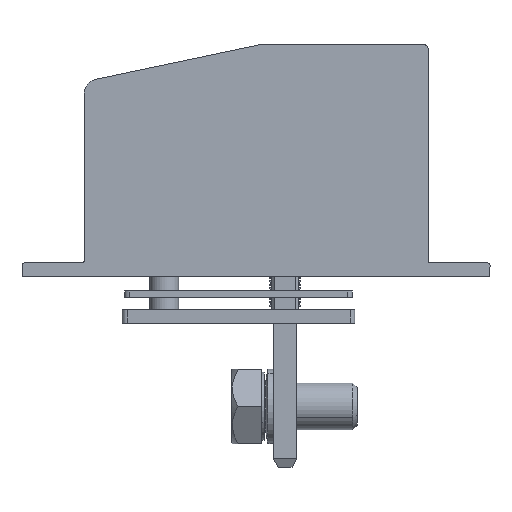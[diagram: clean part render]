
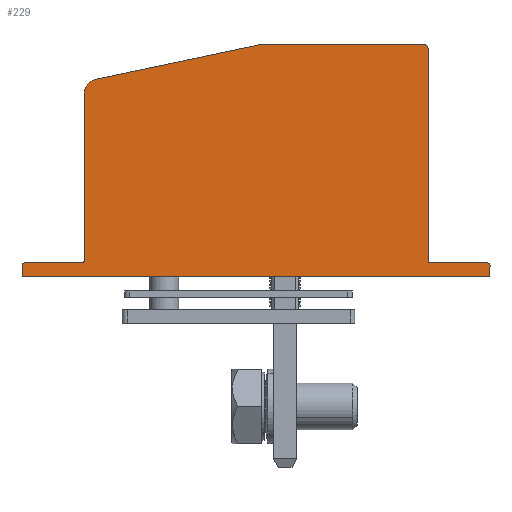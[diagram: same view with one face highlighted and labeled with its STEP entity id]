
A CAD part, left-side view. The second image highlights one B-rep face of the part: STEP entity #229.
In plain terms, the highlighted planar face has unit normal (-1, 0, 0).
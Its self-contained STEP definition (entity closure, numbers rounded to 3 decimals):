
#114=AXIS2_PLACEMENT_3D('Plane Axis2P3D',#111,#112,#113) ;
#134=AXIS2_PLACEMENT_3D('Circle Axis2P3D',#132,#133,$) ;
#148=AXIS2_PLACEMENT_3D('Circle Axis2P3D',#146,#147,$) ;
#162=AXIS2_PLACEMENT_3D('Circle Axis2P3D',#160,#161,$) ;
#181=AXIS2_PLACEMENT_3D('Circle Axis2P3D',#179,#180,$) ;
#195=AXIS2_PLACEMENT_3D('Circle Axis2P3D',#193,#194,$) ;
#209=AXIS2_PLACEMENT_3D('Circle Axis2P3D',#207,#208,$) ;
#80=CARTESIAN_POINT('Vertex',(0.,100.7,41.)) ;
#85=CARTESIAN_POINT('Line Origine',(0.,100.7,42.25)) ;
#89=CARTESIAN_POINT('Vertex',(0.,100.7,43.5)) ;
#111=CARTESIAN_POINT('Axis2P3D Location',(0.,0.,0.)) ;
#116=CARTESIAN_POINT('Line Origine',(0.,31.825,91.)) ;
#120=CARTESIAN_POINT('Vertex',(0.,49.35,91.)) ;
#122=CARTESIAN_POINT('Vertex',(0.,14.3,91.)) ;
#125=CARTESIAN_POINT('Line Origine',(0.,67.134,87.251)) ;
#129=CARTESIAN_POINT('Vertex',(0.,84.919,83.502)) ;
#132=CARTESIAN_POINT('Axis2P3D Location',(0.,84.3,80.566)) ;
#136=CARTESIAN_POINT('Vertex',(0.,87.3,80.566)) ;
#139=CARTESIAN_POINT('Line Origine',(0.,87.3,62.533)) ;
#143=CARTESIAN_POINT('Vertex',(0.,87.3,44.5)) ;
#146=CARTESIAN_POINT('Axis2P3D Location',(0.,87.8,44.5)) ;
#150=CARTESIAN_POINT('Vertex',(0.,87.8,44.)) ;
#153=CARTESIAN_POINT('Line Origine',(0.,94.,44.)) ;
#157=CARTESIAN_POINT('Vertex',(0.,100.2,44.)) ;
#160=CARTESIAN_POINT('Axis2P3D Location',(0.,100.2,43.5)) ;
#165=CARTESIAN_POINT('Line Origine',(0.,50.35,41.)) ;
#169=CARTESIAN_POINT('Vertex',(0.,0.,41.)) ;
#172=CARTESIAN_POINT('Line Origine',(0.,0.,42.25)) ;
#176=CARTESIAN_POINT('Vertex',(0.,0.,43.5)) ;
#179=CARTESIAN_POINT('Axis2P3D Location',(0.,0.5,43.5)) ;
#183=CARTESIAN_POINT('Vertex',(0.,0.5,44.)) ;
#186=CARTESIAN_POINT('Line Origine',(0.,6.65,44.)) ;
#190=CARTESIAN_POINT('Vertex',(0.,12.8,44.)) ;
#193=CARTESIAN_POINT('Axis2P3D Location',(0.,12.8,44.5)) ;
#197=CARTESIAN_POINT('Vertex',(0.,13.3,44.5)) ;
#200=CARTESIAN_POINT('Line Origine',(0.,13.3,67.25)) ;
#204=CARTESIAN_POINT('Vertex',(0.,13.3,90.)) ;
#207=CARTESIAN_POINT('Axis2P3D Location',(0.,14.3,90.)) ;
#86=DIRECTION('Vector Direction',(0.,0.,-1.)) ;
#112=DIRECTION('Axis2P3D Direction',(1.,-0.,0.)) ;
#113=DIRECTION('Axis2P3D XDirection',(0.,0.,-1.)) ;
#117=DIRECTION('Vector Direction',(0.,1.,0.)) ;
#126=DIRECTION('Vector Direction',(0.,0.978,-0.206)) ;
#133=DIRECTION('Axis2P3D Direction',(1.,-0.,0.)) ;
#140=DIRECTION('Vector Direction',(0.,0.,-1.)) ;
#147=DIRECTION('Axis2P3D Direction',(1.,-0.,0.)) ;
#154=DIRECTION('Vector Direction',(0.,1.,0.)) ;
#161=DIRECTION('Axis2P3D Direction',(1.,-0.,0.)) ;
#166=DIRECTION('Vector Direction',(0.,-1.,0.)) ;
#173=DIRECTION('Vector Direction',(0.,0.,1.)) ;
#180=DIRECTION('Axis2P3D Direction',(1.,-0.,0.)) ;
#187=DIRECTION('Vector Direction',(0.,1.,0.)) ;
#194=DIRECTION('Axis2P3D Direction',(1.,-0.,0.)) ;
#201=DIRECTION('Vector Direction',(0.,0.,1.)) ;
#208=DIRECTION('Axis2P3D Direction',(1.,-0.,0.)) ;
#87=VECTOR('Line Direction',#86,1.) ;
#118=VECTOR('Line Direction',#117,1.) ;
#127=VECTOR('Line Direction',#126,1.) ;
#141=VECTOR('Line Direction',#140,1.) ;
#155=VECTOR('Line Direction',#154,1.) ;
#167=VECTOR('Line Direction',#166,1.) ;
#174=VECTOR('Line Direction',#173,1.) ;
#188=VECTOR('Line Direction',#187,1.) ;
#202=VECTOR('Line Direction',#201,1.) ;
#213=ORIENTED_EDGE('',*,*,#124,.F.) ;
#214=ORIENTED_EDGE('',*,*,#131,.F.) ;
#215=ORIENTED_EDGE('',*,*,#138,.F.) ;
#216=ORIENTED_EDGE('',*,*,#145,.F.) ;
#217=ORIENTED_EDGE('',*,*,#152,.F.) ;
#218=ORIENTED_EDGE('',*,*,#159,.F.) ;
#219=ORIENTED_EDGE('',*,*,#164,.F.) ;
#220=ORIENTED_EDGE('',*,*,#91,.F.) ;
#221=ORIENTED_EDGE('',*,*,#171,.F.) ;
#222=ORIENTED_EDGE('',*,*,#178,.F.) ;
#223=ORIENTED_EDGE('',*,*,#185,.F.) ;
#224=ORIENTED_EDGE('',*,*,#192,.F.) ;
#225=ORIENTED_EDGE('',*,*,#199,.F.) ;
#226=ORIENTED_EDGE('',*,*,#206,.F.) ;
#227=ORIENTED_EDGE('',*,*,#211,.F.) ;
#229=ADVANCED_FACE('GH-DE-SMSE WGK 95 F VP SW_NAUO1',(#228),#115,.F.) ;
#135=CIRCLE('generated circle',#134,3.) ;
#149=CIRCLE('generated circle',#148,0.5) ;
#163=CIRCLE('generated circle',#162,0.5) ;
#182=CIRCLE('generated circle',#181,0.5) ;
#196=CIRCLE('generated circle',#195,0.5) ;
#210=CIRCLE('generated circle',#209,1.) ;
#91=EDGE_CURVE('',#81,#90,#88,.F.) ;
#124=EDGE_CURVE('',#121,#123,#119,.F.) ;
#131=EDGE_CURVE('',#130,#121,#128,.F.) ;
#138=EDGE_CURVE('',#137,#130,#135,.T.) ;
#145=EDGE_CURVE('',#144,#137,#142,.F.) ;
#152=EDGE_CURVE('',#151,#144,#149,.F.) ;
#159=EDGE_CURVE('',#158,#151,#156,.F.) ;
#164=EDGE_CURVE('',#90,#158,#163,.T.) ;
#171=EDGE_CURVE('',#170,#81,#168,.F.) ;
#178=EDGE_CURVE('',#177,#170,#175,.F.) ;
#185=EDGE_CURVE('',#184,#177,#182,.T.) ;
#192=EDGE_CURVE('',#191,#184,#189,.F.) ;
#199=EDGE_CURVE('',#198,#191,#196,.F.) ;
#206=EDGE_CURVE('',#205,#198,#203,.F.) ;
#211=EDGE_CURVE('',#123,#205,#210,.T.) ;
#212=EDGE_LOOP('',(#213,#214,#215,#216,#217,#218,#219,#220,#221,#222,#223,#224,#225,#226,#227)) ;
#228=FACE_OUTER_BOUND('',#212,.T.) ;
#88=LINE('Line',#85,#87) ;
#119=LINE('Line',#116,#118) ;
#128=LINE('Line',#125,#127) ;
#142=LINE('Line',#139,#141) ;
#156=LINE('Line',#153,#155) ;
#168=LINE('Line',#165,#167) ;
#175=LINE('Line',#172,#174) ;
#189=LINE('Line',#186,#188) ;
#203=LINE('Line',#200,#202) ;
#115=PLANE('',#114) ;
#81=VERTEX_POINT('',#80) ;
#90=VERTEX_POINT('',#89) ;
#121=VERTEX_POINT('',#120) ;
#123=VERTEX_POINT('',#122) ;
#130=VERTEX_POINT('',#129) ;
#137=VERTEX_POINT('',#136) ;
#144=VERTEX_POINT('',#143) ;
#151=VERTEX_POINT('',#150) ;
#158=VERTEX_POINT('',#157) ;
#170=VERTEX_POINT('',#169) ;
#177=VERTEX_POINT('',#176) ;
#184=VERTEX_POINT('',#183) ;
#191=VERTEX_POINT('',#190) ;
#198=VERTEX_POINT('',#197) ;
#205=VERTEX_POINT('',#204) ;
